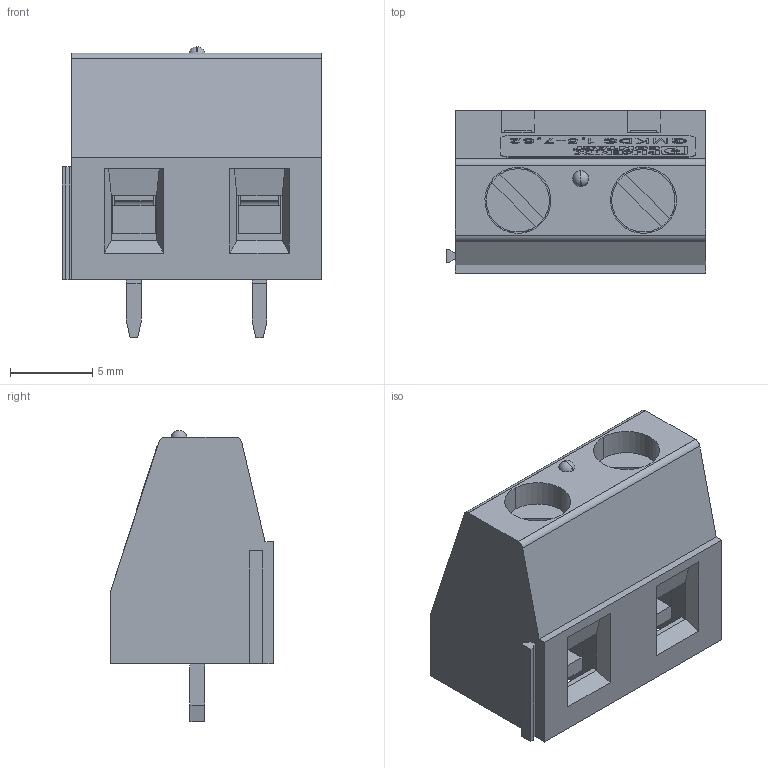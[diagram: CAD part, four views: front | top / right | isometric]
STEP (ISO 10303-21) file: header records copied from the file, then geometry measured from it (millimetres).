
FILE_DESCRIPTION(('STEP AP242'),'1');
FILE_NAME('1717729.stp','2023-08-09T14:17:55',('TraceParts'),('TraceParts S.A.'),'Spatial InterOp 3D',' ',' ');
FILE_SCHEMA(('AP242_MANAGED_MODEL_BASED_3D_ENGINEERING_MIM_LF {1 0 10303 442 1 1 4}'));
Length unit declared in the file: millimetre
Products named in the file (1): 1717729_1
Bounding box: 15.76 x 9.85 x 17.65 mm (x, y, z)
Volume: 1398.5 mm3; surface area: 2201.4 mm2
Topology: 7 solids, 7 shells, 869 faces, 2427 edges, 1604 vertices
Faces by surface type: plane 785, cylinder 54, bspline 27, sphere 3
Entity records: 46870 total; most frequent: CARTESIAN_POINT 7279, ORIENTED_EDGE 4848, DIRECTION 4160, STYLED_ITEM 2940, PRESENTATION_STYLE_ASSIGNMENT 2940, COLOUR_RGB 2940, EDGE_CURVE 2424, LINE 2186
